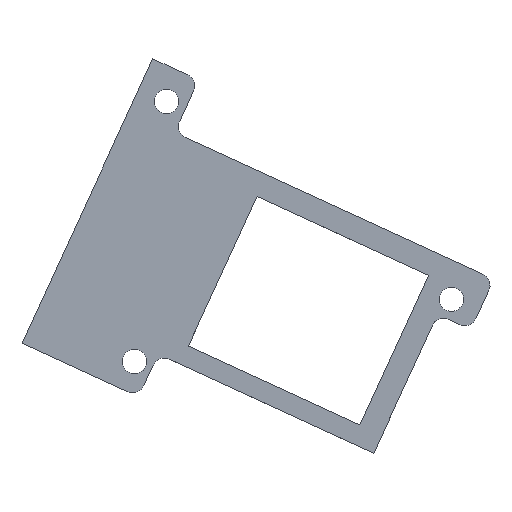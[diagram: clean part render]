
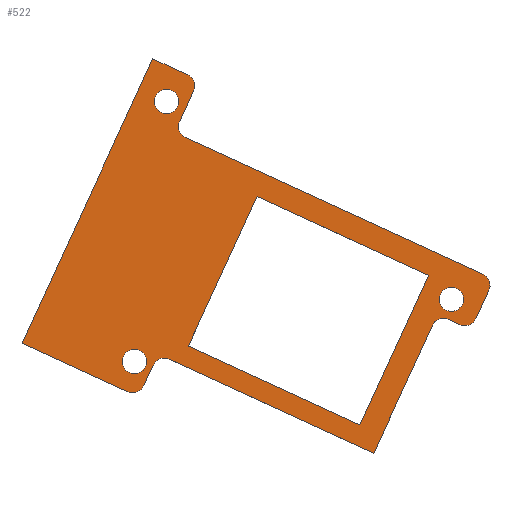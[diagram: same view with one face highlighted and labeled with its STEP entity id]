
A CAD part, top view. The second image highlights one B-rep face of the part: STEP entity #522.
In plain terms, the highlighted planar face has unit normal (0, 0, 1).
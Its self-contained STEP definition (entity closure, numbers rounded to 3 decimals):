
#19=FACE_BOUND('',#95,.T.);
#20=FACE_BOUND('',#96,.T.);
#21=FACE_BOUND('',#97,.T.);
#22=FACE_BOUND('',#98,.T.);
#38=PLANE('',#588);
#64=FACE_OUTER_BOUND('',#94,.T.);
#94=EDGE_LOOP('',(#463,#464,#465,#466,#467,#468,#469,#470,#471,#472,#473,
#474,#475,#476,#477,#478,#479));
#95=EDGE_LOOP('',(#480,#481,#482,#483));
#96=EDGE_LOOP('',(#484));
#97=EDGE_LOOP('',(#485));
#98=EDGE_LOOP('',(#486));
#103=LINE('',#750,#155);
#107=LINE('',#762,#159);
#123=LINE('',#812,#175);
#126=LINE('',#820,#178);
#130=LINE('',#830,#182);
#133=LINE('',#838,#185);
#136=LINE('',#847,#188);
#139=LINE('',#852,#191);
#141=LINE('',#856,#193);
#142=LINE('',#858,#194);
#146=LINE('',#873,#198);
#148=LINE('',#876,#200);
#149=LINE('',#878,#201);
#150=LINE('',#880,#202);
#155=VECTOR('',#603,10.);
#159=VECTOR('',#615,10.);
#175=VECTOR('',#655,10.);
#178=VECTOR('',#664,10.);
#182=VECTOR('',#674,10.);
#185=VECTOR('',#683,10.);
#188=VECTOR('',#692,10.);
#191=VECTOR('',#697,10.);
#193=VECTOR('',#701,10.);
#194=VECTOR('',#704,10.);
#198=VECTOR('',#722,10.);
#200=VECTOR('',#726,10.);
#201=VECTOR('',#729,10.);
#202=VECTOR('',#732,10.);
#204=CIRCLE('',#545,1.);
#205=CIRCLE('',#548,1.);
#215=CIRCLE('',#561,1.);
#216=CIRCLE('',#564,1.);
#217=CIRCLE('',#567,1.);
#218=CIRCLE('',#570,1.);
#219=CIRCLE('',#573,1.);
#220=CIRCLE('',#579,1.);
#221=CIRCLE('',#581,1.);
#222=CIRCLE('',#583,1.);
#225=VERTEX_POINT('',#740);
#226=VERTEX_POINT('',#742);
#228=VERTEX_POINT('',#748);
#229=VERTEX_POINT('',#752);
#232=VERTEX_POINT('',#760);
#252=VERTEX_POINT('',#804);
#253=VERTEX_POINT('',#805);
#254=VERTEX_POINT('',#810);
#255=VERTEX_POINT('',#814);
#256=VERTEX_POINT('',#818);
#257=VERTEX_POINT('',#822);
#258=VERTEX_POINT('',#824);
#259=VERTEX_POINT('',#828);
#260=VERTEX_POINT('',#832);
#261=VERTEX_POINT('',#836);
#262=VERTEX_POINT('',#840);
#263=VERTEX_POINT('',#844);
#264=VERTEX_POINT('',#846);
#265=VERTEX_POINT('',#850);
#266=VERTEX_POINT('',#854);
#267=VERTEX_POINT('',#860);
#268=VERTEX_POINT('',#864);
#269=VERTEX_POINT('',#868);
#270=VERTEX_POINT('',#872);
#273=EDGE_CURVE('',#225,#226,#204,.T.);
#277=EDGE_CURVE('',#225,#228,#103,.T.);
#278=EDGE_CURVE('',#229,#228,#205,.T.);
#283=EDGE_CURVE('',#229,#232,#107,.T.);
#304=EDGE_CURVE('',#252,#253,#215,.T.);
#308=EDGE_CURVE('',#252,#254,#123,.T.);
#310=EDGE_CURVE('',#255,#254,#216,.T.);
#312=EDGE_CURVE('',#255,#256,#126,.T.);
#314=EDGE_CURVE('',#257,#258,#217,.T.);
#317=EDGE_CURVE('',#257,#259,#130,.T.);
#318=EDGE_CURVE('',#260,#259,#218,.T.);
#321=EDGE_CURVE('',#260,#261,#133,.T.);
#322=EDGE_CURVE('',#262,#261,#219,.T.);
#325=EDGE_CURVE('',#264,#263,#136,.T.);
#328=EDGE_CURVE('',#263,#265,#139,.T.);
#330=EDGE_CURVE('',#265,#266,#141,.T.);
#331=EDGE_CURVE('',#266,#264,#142,.T.);
#333=EDGE_CURVE('',#267,#267,#220,.T.);
#335=EDGE_CURVE('',#268,#268,#221,.T.);
#337=EDGE_CURVE('',#269,#269,#222,.T.);
#338=EDGE_CURVE('',#270,#253,#146,.T.);
#340=EDGE_CURVE('',#232,#270,#148,.T.);
#341=EDGE_CURVE('',#262,#226,#149,.T.);
#342=EDGE_CURVE('',#256,#258,#150,.T.);
#463=ORIENTED_EDGE('',*,*,#278,.F.);
#464=ORIENTED_EDGE('',*,*,#283,.T.);
#465=ORIENTED_EDGE('',*,*,#340,.T.);
#466=ORIENTED_EDGE('',*,*,#338,.T.);
#467=ORIENTED_EDGE('',*,*,#304,.F.);
#468=ORIENTED_EDGE('',*,*,#308,.T.);
#469=ORIENTED_EDGE('',*,*,#310,.F.);
#470=ORIENTED_EDGE('',*,*,#312,.T.);
#471=ORIENTED_EDGE('',*,*,#342,.T.);
#472=ORIENTED_EDGE('',*,*,#314,.F.);
#473=ORIENTED_EDGE('',*,*,#317,.T.);
#474=ORIENTED_EDGE('',*,*,#318,.F.);
#475=ORIENTED_EDGE('',*,*,#321,.T.);
#476=ORIENTED_EDGE('',*,*,#322,.F.);
#477=ORIENTED_EDGE('',*,*,#341,.T.);
#478=ORIENTED_EDGE('',*,*,#273,.F.);
#479=ORIENTED_EDGE('',*,*,#277,.T.);
#480=ORIENTED_EDGE('',*,*,#325,.T.);
#481=ORIENTED_EDGE('',*,*,#328,.T.);
#482=ORIENTED_EDGE('',*,*,#330,.T.);
#483=ORIENTED_EDGE('',*,*,#331,.T.);
#484=ORIENTED_EDGE('',*,*,#333,.T.);
#485=ORIENTED_EDGE('',*,*,#335,.T.);
#486=ORIENTED_EDGE('',*,*,#337,.T.);
#522=ADVANCED_FACE('',(#64,#19,#20,#21,#22),#38,.T.);
#545=AXIS2_PLACEMENT_3D('',#743,#596,#597);
#548=AXIS2_PLACEMENT_3D('',#753,#606,#607);
#561=AXIS2_PLACEMENT_3D('',#806,#648,#649);
#564=AXIS2_PLACEMENT_3D('',#816,#659,#660);
#567=AXIS2_PLACEMENT_3D('',#825,#668,#669);
#570=AXIS2_PLACEMENT_3D('',#833,#677,#678);
#573=AXIS2_PLACEMENT_3D('',#841,#686,#687);
#579=AXIS2_PLACEMENT_3D('',#862,#708,#709);
#581=AXIS2_PLACEMENT_3D('',#866,#713,#714);
#583=AXIS2_PLACEMENT_3D('',#870,#718,#719);
#588=AXIS2_PLACEMENT_3D('',#881,#733,#734);
#596=DIRECTION('center_axis',(0.,0.,1.));
#597=DIRECTION('ref_axis',(-0.938,-0.347,0.));
#603=DIRECTION('',(0.418,0.909,0.));
#606=DIRECTION('center_axis',(0.,0.,-1.));
#607=DIRECTION('ref_axis',(0.938,0.347,0.));
#615=DIRECTION('',(-0.909,0.418,0.));
#648=DIRECTION('center_axis',(0.,0.,-1.));
#649=DIRECTION('ref_axis',(0.347,-0.938,0.));
#655=DIRECTION('',(0.418,0.909,0.));
#659=DIRECTION('center_axis',(0.,0.,1.));
#660=DIRECTION('ref_axis',(-0.347,0.938,0.));
#664=DIRECTION('',(0.909,-0.418,0.));
#668=DIRECTION('center_axis',(0.,0.,1.));
#669=DIRECTION('ref_axis',(-0.347,0.938,0.));
#674=DIRECTION('',(0.909,-0.418,0.));
#677=DIRECTION('center_axis',(0.,0.,-1.));
#678=DIRECTION('ref_axis',(0.347,-0.938,0.));
#683=DIRECTION('',(0.418,0.909,0.));
#686=DIRECTION('center_axis',(0.,0.,-1.));
#687=DIRECTION('ref_axis',(0.938,0.347,0.));
#692=DIRECTION('',(0.909,-0.418,0.));
#697=DIRECTION('',(-0.418,-0.909,0.));
#701=DIRECTION('',(-0.909,0.418,0.));
#704=DIRECTION('',(0.418,0.909,0.));
#708=DIRECTION('center_axis',(0.,0.,-1.));
#709=DIRECTION('ref_axis',(0.418,0.909,0.));
#713=DIRECTION('center_axis',(0.,0.,-1.));
#714=DIRECTION('ref_axis',(0.418,0.909,0.));
#718=DIRECTION('center_axis',(0.,0.,-1.));
#719=DIRECTION('ref_axis',(0.418,0.909,0.));
#722=DIRECTION('',(0.909,-0.418,0.));
#726=DIRECTION('',(-0.418,-0.909,0.));
#729=DIRECTION('',(-0.909,0.418,0.));
#732=DIRECTION('',(0.418,0.909,0.));
#733=DIRECTION('center_axis',(0.,0.,1.));
#734=DIRECTION('ref_axis',(1.,0.,0.));
#740=CARTESIAN_POINT('',(-4.341,5.96,1.));
#742=CARTESIAN_POINT('',(-3.85,4.634,1.));
#743=CARTESIAN_POINT('Origin',(-3.432,5.542,1.));
#748=CARTESIAN_POINT('',(-3.198,8.448,1.));
#750=CARTESIAN_POINT('',(-2.78,9.356,1.));
#752=CARTESIAN_POINT('',(-3.689,9.774,1.));
#753=CARTESIAN_POINT('Origin',(-4.106,8.865,1.));
#760=CARTESIAN_POINT('',(-6.546,11.087,1.));
#762=CARTESIAN_POINT('',(-6.546,11.087,1.));
#804=CARTESIAN_POINT('',(-7.292,-15.753,1.));
#805=CARTESIAN_POINT('',(-8.618,-16.244,1.));
#806=CARTESIAN_POINT('Origin',(-8.201,-15.336,1.));
#810=CARTESIAN_POINT('',(-6.515,-14.061,1.));
#812=CARTESIAN_POINT('',(-6.097,-13.152,1.));
#814=CARTESIAN_POINT('',(-5.189,-13.57,1.));
#816=CARTESIAN_POINT('Origin',(-5.606,-14.478,1.));
#818=CARTESIAN_POINT('',(11.597,-21.282,1.));
#820=CARTESIAN_POINT('',(11.597,-21.282,1.));
#822=CARTESIAN_POINT('',(17.739,-10.309,1.));
#824=CARTESIAN_POINT('',(16.412,-10.801,1.));
#825=CARTESIAN_POINT('Origin',(17.321,-11.218,1.));
#828=CARTESIAN_POINT('',(18.647,-10.727,1.));
#830=CARTESIAN_POINT('',(19.556,-11.144,1.));
#832=CARTESIAN_POINT('',(19.974,-10.236,1.));
#833=CARTESIAN_POINT('Origin',(19.065,-9.818,1.));
#836=CARTESIAN_POINT('',(21.045,-7.905,1.));
#838=CARTESIAN_POINT('',(21.462,-6.996,1.));
#840=CARTESIAN_POINT('',(20.553,-6.578,1.));
#841=CARTESIAN_POINT('Origin',(20.136,-7.487,1.));
#844=CARTESIAN_POINT('',(16.099,-6.692,1.));
#846=CARTESIAN_POINT('',(2.015,-0.22,1.));
#847=CARTESIAN_POINT('',(9.864,-3.827,1.));
#850=CARTESIAN_POINT('',(10.463,-18.959,1.));
#852=CARTESIAN_POINT('',(11.976,-15.667,1.));
#854=CARTESIAN_POINT('',(-3.621,-12.487,1.));
#856=CARTESIAN_POINT('',(-2.815,-12.858,1.));
#858=CARTESIAN_POINT('',(0.709,-3.062,1.));
#860=CARTESIAN_POINT('',(-5.819,6.681,1.));
#862=CARTESIAN_POINT('Origin',(-5.402,7.589,1.));
#864=CARTESIAN_POINT('',(-8.472,-14.661,1.));
#866=CARTESIAN_POINT('Origin',(-8.054,-13.752,1.));
#868=CARTESIAN_POINT('',(17.536,-9.553,1.));
#870=CARTESIAN_POINT('Origin',(17.954,-8.644,1.));
#872=CARTESIAN_POINT('',(-17.276,-12.266,1.));
#873=CARTESIAN_POINT('',(-12.414,-14.5,1.));
#876=CARTESIAN_POINT('',(-17.276,-12.266,1.));
#878=CARTESIAN_POINT('',(-4.758,5.051,1.));
#880=CARTESIAN_POINT('',(16.83,-9.892,1.));
#881=CARTESIAN_POINT('Origin',(1.017,-6.645,1.));
